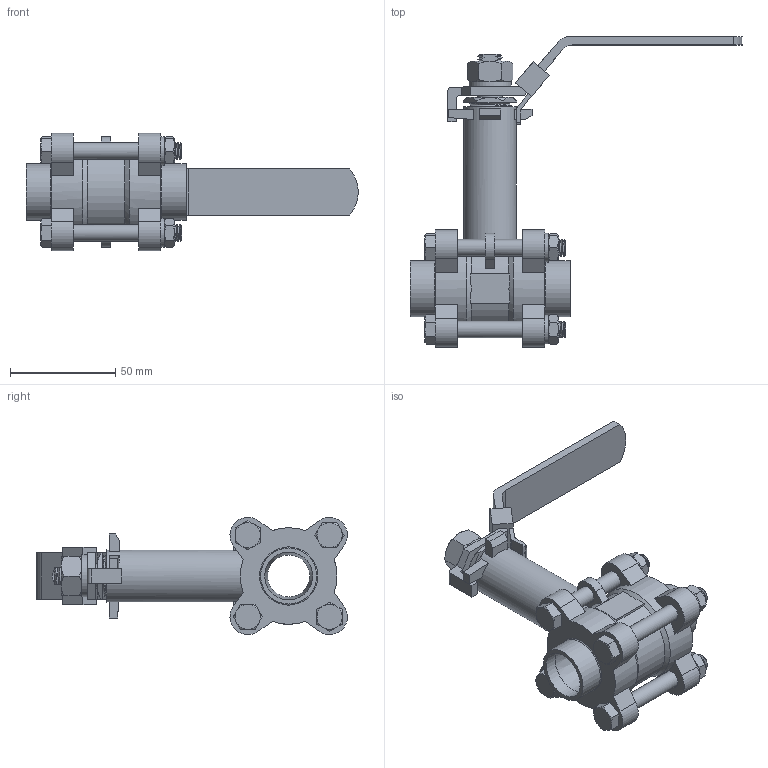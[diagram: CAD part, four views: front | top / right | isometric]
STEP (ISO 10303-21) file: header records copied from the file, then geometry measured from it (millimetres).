
FILE_DESCRIPTION(/* description */ ('Unknown'),/* implementation_level */ '2;1');
FILE_NAME(/* name */ 'R641-S-P-DN20',/* time_stamp */ '2021-08-12T16:44:03+08:00',/* author */ ('Unknown'),/* organization */ ('Unknown'),/* preprocessor_version */ 'ST-DEVELOPER v16.7',/* originating_system */ 'DEX',/* authorisation */ $);
FILE_SCHEMA (('AUTOMOTIVE_DESIGN {1 0 10303 214 3 1 1}'));
Length unit declared in the file: millimetre
Products named in the file (1): R641-S-P-DN20
Bounding box: 158.05 x 147.94 x 55.89 mm (x, y, z)
Volume: 153951.4 mm3; surface area: 51679.2 mm2
Topology: 1 solids, 1 shells, 515 faces, 1548 edges, 1020 vertices
Faces by surface type: plane 235, cylinder 106, cone 103, bspline 69, torus 2
Full cylindrical faces by diameter (mm): 2 x1, 7.938 x12, 8 x1, 8.5 x10, 11.8 x1, 12.5 x1, 20 x1, 22.8 x2, 25 x1, 26.7 x2, 46 x2
Entity records: 34034 total; most frequent: CARTESIAN_POINT 21784, ORIENTED_EDGE 2972, DIRECTION 2017, EDGE_CURVE 1486, VERTEX_POINT 1003, AXIS2_PLACEMENT_3D 749, FACE_BOUND 585, EDGE_LOOP 584
